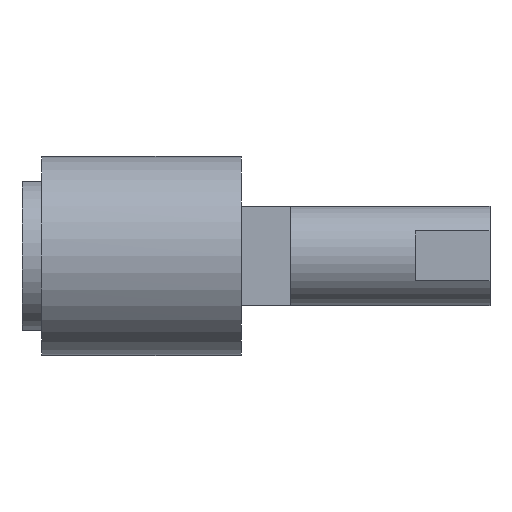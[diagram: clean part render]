
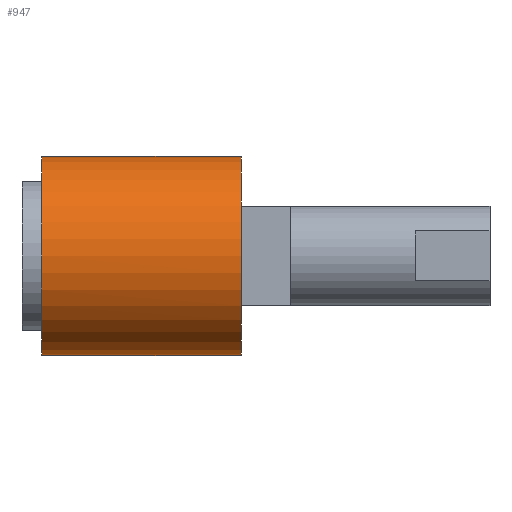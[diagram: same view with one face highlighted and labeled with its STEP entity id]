
A CAD part, front view. The second image highlights one B-rep face of the part: STEP entity #947.
In plain terms, the highlighted cylindrical face has radius 2 mm (diameter 4 mm), a partial arc.
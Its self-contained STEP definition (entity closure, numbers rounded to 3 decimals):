
#29 = CARTESIAN_POINT ( 'NONE',  ( 0.4, 0., 0. ) ) ;
#52 = VECTOR ( 'NONE', #689, 1000. ) ;
#58 = EDGE_CURVE ( 'NONE', #889, #759, #276, .T. ) ;
#61 = ORIENTED_EDGE ( 'NONE', *, *, #881, .T. ) ;
#136 = VERTEX_POINT ( 'NONE', #567 ) ;
#139 = DIRECTION ( 'NONE',  ( 0., 0., 1. ) ) ;
#150 = AXIS2_PLACEMENT_3D ( 'NONE', #845, #283, #171 ) ;
#160 = AXIS2_PLACEMENT_3D ( 'NONE', #438, #1048, #249 ) ;
#171 = DIRECTION ( 'NONE',  ( 0., 0., 1. ) ) ;
#200 = EDGE_CURVE ( 'NONE', #889, #1123, #694, .T. ) ;
#236 = CARTESIAN_POINT ( 'NONE',  ( 4.4, 0., 2. ) ) ;
#241 = FACE_OUTER_BOUND ( 'NONE', #435, .T. ) ;
#249 = DIRECTION ( 'NONE',  ( 0., 0., 1. ) ) ;
#276 = CIRCLE ( 'NONE', #150, 2. ) ;
#283 = DIRECTION ( 'NONE',  ( -1., 0., 0. ) ) ;
#339 = VERTEX_POINT ( 'NONE', #416 ) ;
#356 = DIRECTION ( 'NONE',  ( 0., 0., 1. ) ) ;
#393 = CARTESIAN_POINT ( 'NONE',  ( 4.4, 0., -2. ) ) ;
#410 = AXIS2_PLACEMENT_3D ( 'NONE', #840, #652, #139 ) ;
#416 = CARTESIAN_POINT ( 'NONE',  ( 4.4, 0., 2. ) ) ;
#417 = LINE ( 'NONE', #236, #829 ) ;
#421 = EDGE_CURVE ( 'NONE', #1123, #929, #453, .T. ) ;
#435 = EDGE_LOOP ( 'NONE', ( #1190, #692, #452, #61, #946, #1082 ) ) ;
#437 = EDGE_CURVE ( 'NONE', #759, #136, #803, .T. ) ;
#438 = CARTESIAN_POINT ( 'NONE',  ( 4.4, 0., 0. ) ) ;
#452 = ORIENTED_EDGE ( 'NONE', *, *, #437, .T. ) ;
#453 = CIRCLE ( 'NONE', #1118, 2. ) ;
#537 = DIRECTION ( 'NONE',  ( -1., 0., 0. ) ) ;
#547 = CYLINDRICAL_SURFACE ( 'NONE', #1200, 2. ) ;
#567 = CARTESIAN_POINT ( 'NONE',  ( 4.4, -1.73, 1.003 ) ) ;
#598 = CIRCLE ( 'NONE', #410, 2. ) ;
#633 = DIRECTION ( 'NONE',  ( 0., 0., 1. ) ) ;
#639 = DIRECTION ( 'NONE',  ( -1., 0., 0. ) ) ;
#652 = DIRECTION ( 'NONE',  ( -1., 0., 0. ) ) ;
#688 = CARTESIAN_POINT ( 'NONE',  ( 4.4, -1.734, -0.997 ) ) ;
#689 = DIRECTION ( 'NONE',  ( -1., 0., 0. ) ) ;
#692 = ORIENTED_EDGE ( 'NONE', *, *, #58, .T. ) ;
#694 = LINE ( 'NONE', #393, #52 ) ;
#711 = CARTESIAN_POINT ( 'NONE',  ( 0.4, 0., -2. ) ) ;
#721 = CARTESIAN_POINT ( 'NONE',  ( 4.4, 0., -2. ) ) ;
#741 = CARTESIAN_POINT ( 'NONE',  ( 0.4, 0., 2. ) ) ;
#759 = VERTEX_POINT ( 'NONE', #688 ) ;
#803 = CIRCLE ( 'NONE', #160, 2. ) ;
#829 = VECTOR ( 'NONE', #1220, 1000. ) ;
#840 = CARTESIAN_POINT ( 'NONE',  ( 4.4, 0., 0. ) ) ;
#845 = CARTESIAN_POINT ( 'NONE',  ( 4.4, 0., 0. ) ) ;
#881 = EDGE_CURVE ( 'NONE', #136, #339, #598, .T. ) ;
#889 = VERTEX_POINT ( 'NONE', #721 ) ;
#929 = VERTEX_POINT ( 'NONE', #741 ) ;
#946 = ORIENTED_EDGE ( 'NONE', *, *, #1113, .T. ) ;
#947 = ADVANCED_FACE ( 'NONE', ( #241 ), #547, .T. ) ;
#1048 = DIRECTION ( 'NONE',  ( -1., 0., 0. ) ) ;
#1082 = ORIENTED_EDGE ( 'NONE', *, *, #421, .F. ) ;
#1113 = EDGE_CURVE ( 'NONE', #339, #929, #417, .T. ) ;
#1118 = AXIS2_PLACEMENT_3D ( 'NONE', #29, #537, #356 ) ;
#1123 = VERTEX_POINT ( 'NONE', #711 ) ;
#1146 = CARTESIAN_POINT ( 'NONE',  ( 4.4, 0., 0. ) ) ;
#1190 = ORIENTED_EDGE ( 'NONE', *, *, #200, .F. ) ;
#1200 = AXIS2_PLACEMENT_3D ( 'NONE', #1146, #639, #633 ) ;
#1220 = DIRECTION ( 'NONE',  ( -1., 0., 0. ) ) ;
